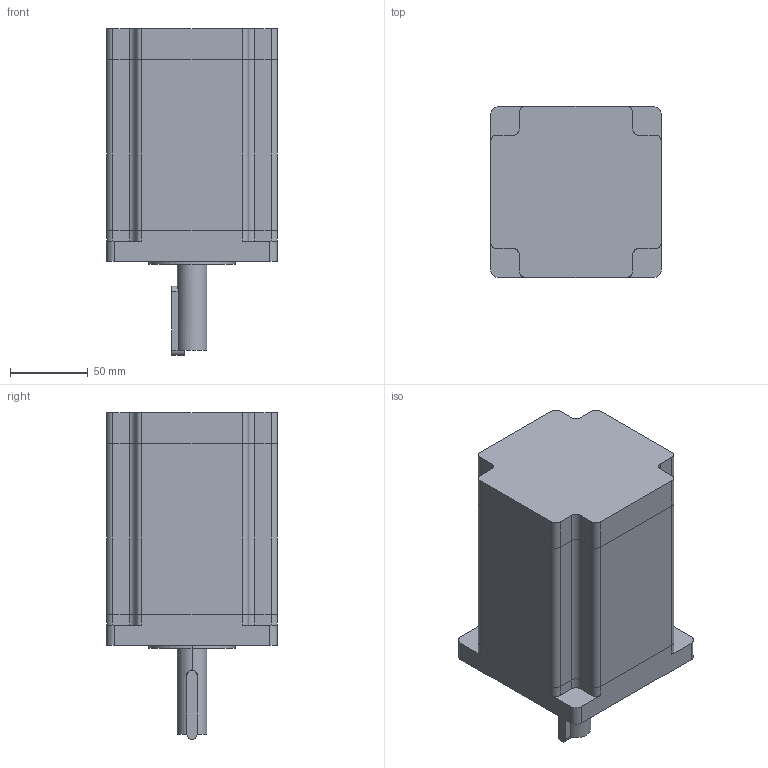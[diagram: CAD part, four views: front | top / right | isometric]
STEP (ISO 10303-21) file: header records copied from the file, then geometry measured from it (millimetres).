
FILE_DESCRIPTION (( 'STEP AP214' ), '1' );
FILE_NAME ('110HS2160A4.STEP', '2023-05-30T05:10:59', ( 'Windows 蚚誧' ), ( 'Organization' ), 'SwSTEP 2.0', 'SolidWorks 2021', '' );
FILE_SCHEMA (( 'AUTOMOTIVE_DESIGN' ));
Length unit declared in the file: millimetre
Products named in the file (1): 110HS2160A4
Bounding box: 110 x 110 x 210.63 mm (x, y, z)
Volume: 1639445.2 mm3; surface area: 136909.4 mm2
Topology: 3 solids, 3 shells, 119 faces, 313 edges, 207 vertices
Faces by surface type: plane 60, cylinder 59
Entity records: 3816 total; most frequent: CARTESIAN_POINT 672, DIRECTION 667, ORIENTED_EDGE 626, EDGE_CURVE 313, AXIS2_PLACEMENT_3D 236, VERTEX_POINT 207, LINE 195, VECTOR 195
